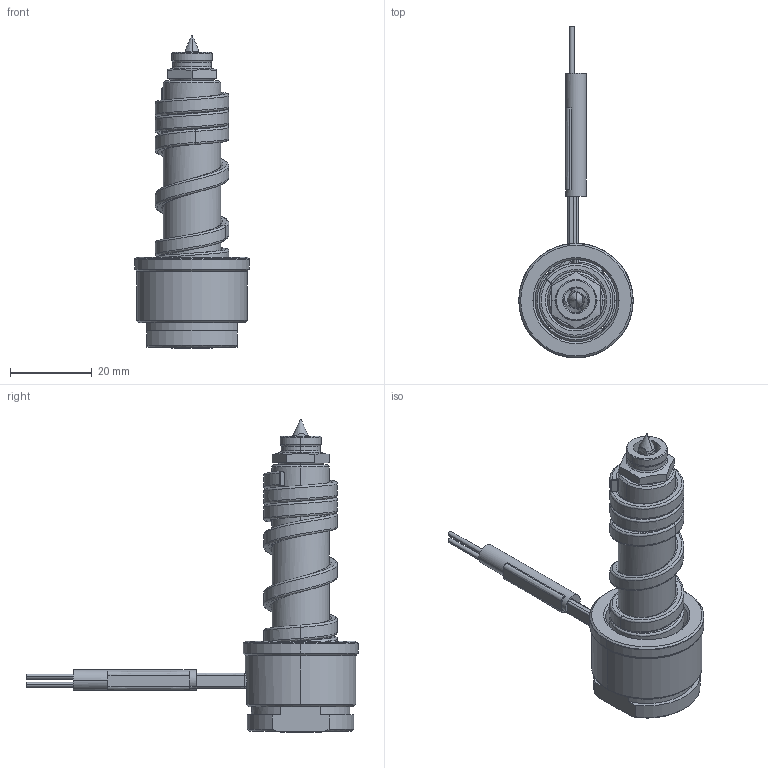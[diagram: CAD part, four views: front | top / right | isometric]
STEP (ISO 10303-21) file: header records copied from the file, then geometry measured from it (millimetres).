
FILE_DESCRIPTION((''),'2;1');
FILE_NAME('ML-76-BKU-N','2014-03-03T',('Íàòàëüÿ'),('IMID'),'PRO/ENGINEER BY PARAMETRIC TECHNOLOGY CORPORATION, 2010180','PRO/ENGINEER BY PARAMETRIC TECHNOLOGY CORPORATION, 2010180','');
FILE_SCHEMA(('CONFIG_CONTROL_DESIGN'));
Length unit declared in the file: millimetre
Products named in the file (1): ML-76-BKU-N
Bounding box: 28 x 81 x 76.2 mm (x, y, z)
Volume: 19161.9 mm3; surface area: 13565.1 mm2
Topology: 1 solids, 13 shells, 338 faces, 898 edges, 546 vertices
Faces by surface type: cylinder 107, bspline 67, plane 62, cone 56, torus 28, revolution 9, extrusion 7, sphere 2
Entity records: 17770 total; most frequent: CARTESIAN_POINT 9759, ORIENTED_EDGE 1752, DIRECTION 1531, EDGE_CURVE 896, AXIS2_PLACEMENT_3D 617, VERTEX_POINT 546, EDGE_LOOP 368, CIRCLE 361
